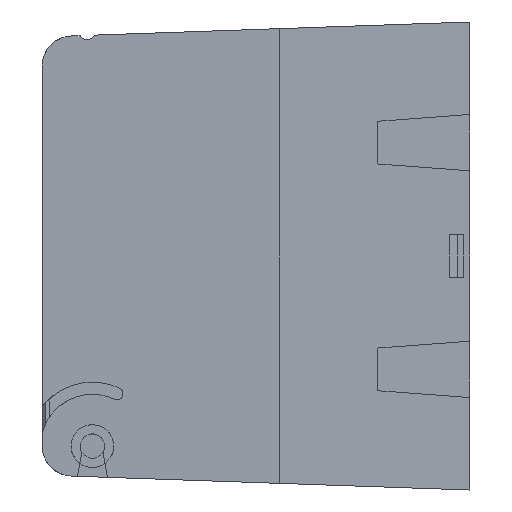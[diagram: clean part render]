
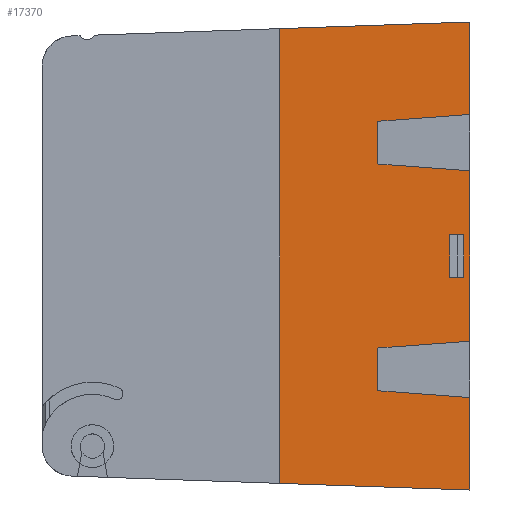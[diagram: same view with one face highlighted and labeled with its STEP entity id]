
A CAD part, left-side view. The second image highlights one B-rep face of the part: STEP entity #17370.
In plain terms, the highlighted planar face has unit normal (-1, 0, 0).
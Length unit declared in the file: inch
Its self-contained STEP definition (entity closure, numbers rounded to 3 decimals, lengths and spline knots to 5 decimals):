
#105 = LINE ( 'NONE', #2211, #15890 ) ;
#452 = ORIENTED_EDGE ( 'NONE', *, *, #8922, .F. ) ;
#806 = EDGE_CURVE ( 'NONE', #35707, #25048, #20451, .T. ) ;
#902 = EDGE_CURVE ( 'NONE', #4723, #11230, #105, .T. ) ;
#1003 = CARTESIAN_POINT ( 'NONE',  ( -0.465, 0.04, 0.14 ) ) ;
#1803 = ORIENTED_EDGE ( 'NONE', *, *, #36993, .F. ) ;
#1810 = LINE ( 'NONE', #36047, #32314 ) ;
#2211 = CARTESIAN_POINT ( 'NONE',  ( -0.465, 0.133, 0.14 ) ) ;
#2507 = CARTESIAN_POINT ( 'NONE',  ( -0.465, 0.604, -0.88523 ) ) ;
#3489 = ORIENTED_EDGE ( 'NONE', *, *, #6742, .T. ) ;
#3565 = VERTEX_POINT ( 'NONE', #27698 ) ;
#4004 = CARTESIAN_POINT ( 'NONE',  ( -0.465, 1.25, -0.5 ) ) ;
#4723 = VERTEX_POINT ( 'NONE', #31476 ) ;
#4818 = FACE_OUTER_BOUND ( 'NONE', #30227, .T. ) ;
#4935 = LINE ( 'NONE', #5166, #26618 ) ;
#5166 = CARTESIAN_POINT ( 'NONE',  ( -0.465, 0.604, -0.56 ) ) ;
#5453 = EDGE_CURVE ( 'NONE', #19508, #11906, #25527, .T. ) ;
#6041 = CARTESIAN_POINT ( 'NONE',  ( -0.465, 0.604, 0.56 ) ) ;
#6180 = CARTESIAN_POINT ( 'NONE',  ( -0.465, 0.51262, 0.59799 ) ) ;
#6184 = DIRECTION ( 'NONE',  ( 0., -0.997, 0.074 ) ) ;
#6242 = VECTOR ( 'NONE', #21215, 39.37008 ) ;
#6707 = CARTESIAN_POINT ( 'NONE',  ( -0.465, 0.04, -0.14 ) ) ;
#6716 = DIRECTION ( 'NONE',  ( 0., -0.997, 0.074 ) ) ;
#6742 = EDGE_CURVE ( 'NONE', #30103, #11906, #1810, .T. ) ;
#6957 = CARTESIAN_POINT ( 'NONE',  ( -0.465, 0.04, -0.14 ) ) ;
#7678 = VECTOR ( 'NONE', #6184, 39.37008 ) ;
#7797 = DIRECTION ( 'NONE',  ( 0., 0.999, 0.035 ) ) ;
#8096 = EDGE_CURVE ( 'NONE', #25048, #26459, #10882, .T. ) ;
#8119 = DIRECTION ( 'NONE',  ( 0., 0., 1. ) ) ;
#8244 = EDGE_CURVE ( 'NONE', #25445, #35707, #28363, .T. ) ;
#8922 = EDGE_CURVE ( 'NONE', #24087, #25445, #24884, .T. ) ;
#8993 = DIRECTION ( 'NONE',  ( 0., 0., 1. ) ) ;
#9110 = VECTOR ( 'NONE', #35829, 39.37008 ) ;
#9293 = CARTESIAN_POINT ( 'NONE',  ( -0.465, 1.1485, 1.49745 ) ) ;
#9381 = EDGE_CURVE ( 'NONE', #22116, #26459, #32620, .T. ) ;
#9609 = EDGE_CURVE ( 'NONE', #24087, #30103, #4935, .T. ) ;
#9641 = LINE ( 'NONE', #15434, #32230 ) ;
#9708 = EDGE_CURVE ( 'NONE', #12518, #18526, #15558, .T. ) ;
#9817 = DIRECTION ( 'NONE',  ( -1., 0., 0. ) ) ;
#10180 = EDGE_CURVE ( 'NONE', #3565, #4723, #13178, .T. ) ;
#10631 = CARTESIAN_POINT ( 'NONE',  ( -0.465, 1.1485, -1.49745 ) ) ;
#10882 = LINE ( 'NONE', #4004, #17811 ) ;
#11230 = VERTEX_POINT ( 'NONE', #1003 ) ;
#11906 = VERTEX_POINT ( 'NONE', #19321 ) ;
#12518 = VERTEX_POINT ( 'NONE', #27803 ) ;
#12574 = VECTOR ( 'NONE', #18947, 39.37008 ) ;
#13178 = LINE ( 'NONE', #18272, #6242 ) ;
#13572 = EDGE_CURVE ( 'NONE', #31216, #19508, #22328, .T. ) ;
#13726 = EDGE_LOOP ( 'NONE', ( #22077, #29154, #17781, #26218 ) ) ;
#13797 = CARTESIAN_POINT ( 'NONE',  ( -0.465, 0., 1.4375 ) ) ;
#13801 = EDGE_CURVE ( 'NONE', #30511, #11230, #20388, .T. ) ;
#15434 = CARTESIAN_POINT ( 'NONE',  ( -0.465, 0.133, -0.14 ) ) ;
#15466 = ORIENTED_EDGE ( 'NONE', *, *, #13572, .F. ) ;
#15558 = LINE ( 'NONE', #35278, #7678 ) ;
#15777 = DIRECTION ( 'NONE',  ( 0., 0., -1. ) ) ;
#15890 = VECTOR ( 'NONE', #31635, 39.37008 ) ;
#16125 = VECTOR ( 'NONE', #27411, 39.37008 ) ;
#16508 = CARTESIAN_POINT ( 'NONE',  ( -0.465, 0., 0.56 ) ) ;
#16776 = VECTOR ( 'NONE', #15777, 39.37008 ) ;
#17072 = VECTOR ( 'NONE', #27733, 39.37008 ) ;
#17370 = ADVANCED_FACE ( 'NONE', ( #4818, #18688 ), #33268, .T. ) ;
#17781 = ORIENTED_EDGE ( 'NONE', *, *, #10180, .T. ) ;
#17811 = VECTOR ( 'NONE', #30669, 39.37008 ) ;
#18272 = CARTESIAN_POINT ( 'NONE',  ( -0.465, 0.133, -0.14 ) ) ;
#18526 = VERTEX_POINT ( 'NONE', #28407 ) ;
#18688 = FACE_BOUND ( 'NONE', #13726, .T. ) ;
#18947 = DIRECTION ( 'NONE',  ( 0., 0., 1. ) ) ;
#19321 = CARTESIAN_POINT ( 'NONE',  ( -0.465, 0., -0.56 ) ) ;
#19508 = VERTEX_POINT ( 'NONE', #16508 ) ;
#19533 = VECTOR ( 'NONE', #7797, 39.37008 ) ;
#19687 = DIRECTION ( 'NONE',  ( 0., 0., -1. ) ) ;
#19703 = CARTESIAN_POINT ( 'NONE',  ( -0.465, 0., -1.53756 ) ) ;
#19718 = CARTESIAN_POINT ( 'NONE',  ( -0.465, 0.604, -0.60477 ) ) ;
#19883 = AXIS2_PLACEMENT_3D ( 'NONE', #27514, #9817, #30440 ) ;
#20388 = LINE ( 'NONE', #6957, #12574 ) ;
#20451 = LINE ( 'NONE', #10631, #19533 ) ;
#20512 = VECTOR ( 'NONE', #19687, 39.37008 ) ;
#21215 = DIRECTION ( 'NONE',  ( 0., 0., 1. ) ) ;
#21952 = CARTESIAN_POINT ( 'NONE',  ( -0.465, 1.25, 1.49391 ) ) ;
#22077 = ORIENTED_EDGE ( 'NONE', *, *, #13801, .F. ) ;
#22116 = VERTEX_POINT ( 'NONE', #26191 ) ;
#22241 = ORIENTED_EDGE ( 'NONE', *, *, #5453, .F. ) ;
#22328 = LINE ( 'NONE', #6180, #37935 ) ;
#24087 = VERTEX_POINT ( 'NONE', #2507 ) ;
#24447 = CARTESIAN_POINT ( 'NONE',  ( -0.465, 0.604, 0.60477 ) ) ;
#24456 = CARTESIAN_POINT ( 'NONE',  ( -0.465, 0.62245, -0.88387 ) ) ;
#24791 = CARTESIAN_POINT ( 'NONE',  ( -0.465, 0., 1.4375 ) ) ;
#24884 = LINE ( 'NONE', #24456, #16125 ) ;
#25048 = VERTEX_POINT ( 'NONE', #28838 ) ;
#25445 = VERTEX_POINT ( 'NONE', #25725 ) ;
#25527 = LINE ( 'NONE', #30429, #16776 ) ;
#25725 = CARTESIAN_POINT ( 'NONE',  ( -0.465, 0., -0.93 ) ) ;
#26191 = CARTESIAN_POINT ( 'NONE',  ( -0.465, 0., 1.53756 ) ) ;
#26218 = ORIENTED_EDGE ( 'NONE', *, *, #902, .T. ) ;
#26459 = VERTEX_POINT ( 'NONE', #21952 ) ;
#26618 = VECTOR ( 'NONE', #8119, 39.37008 ) ;
#26805 = DIRECTION ( 'NONE',  ( 0., -0.997, -0.074 ) ) ;
#26840 = EDGE_CURVE ( 'NONE', #31216, #12518, #37836, .T. ) ;
#26908 = ORIENTED_EDGE ( 'NONE', *, *, #9381, .T. ) ;
#27411 = DIRECTION ( 'NONE',  ( 0., -0.997, -0.074 ) ) ;
#27514 = CARTESIAN_POINT ( 'NONE',  ( -0.465, 0.594, -0.5 ) ) ;
#27698 = CARTESIAN_POINT ( 'NONE',  ( -0.465, 0.133, -0.14 ) ) ;
#27733 = DIRECTION ( 'NONE',  ( 0., 0., -1. ) ) ;
#27803 = CARTESIAN_POINT ( 'NONE',  ( -0.465, 0.604, 0.88523 ) ) ;
#28363 = LINE ( 'NONE', #13797, #20512 ) ;
#28407 = CARTESIAN_POINT ( 'NONE',  ( -0.465, 0., 0.93 ) ) ;
#28838 = CARTESIAN_POINT ( 'NONE',  ( -0.465, 1.25, -1.49391 ) ) ;
#29154 = ORIENTED_EDGE ( 'NONE', *, *, #32954, .F. ) ;
#29816 = ORIENTED_EDGE ( 'NONE', *, *, #9708, .T. ) ;
#30044 = VECTOR ( 'NONE', #8993, 39.37008 ) ;
#30103 = VERTEX_POINT ( 'NONE', #19718 ) ;
#30227 = EDGE_LOOP ( 'NONE', ( #3489, #22241, #15466, #31576, #29816, #1803, #26908, #35255, #36270, #30837, #452, #30651 ) ) ;
#30429 = CARTESIAN_POINT ( 'NONE',  ( -0.465, 0., 1.4375 ) ) ;
#30440 = DIRECTION ( 'NONE',  ( 0., 0., 1. ) ) ;
#30511 = VERTEX_POINT ( 'NONE', #6707 ) ;
#30651 = ORIENTED_EDGE ( 'NONE', *, *, #9609, .T. ) ;
#30669 = DIRECTION ( 'NONE',  ( 0., 0., 1. ) ) ;
#30837 = ORIENTED_EDGE ( 'NONE', *, *, #8244, .F. ) ;
#31216 = VERTEX_POINT ( 'NONE', #24447 ) ;
#31476 = CARTESIAN_POINT ( 'NONE',  ( -0.465, 0.133, 0.14 ) ) ;
#31576 = ORIENTED_EDGE ( 'NONE', *, *, #26840, .T. ) ;
#31635 = DIRECTION ( 'NONE',  ( 0., -1., 0. ) ) ;
#32230 = VECTOR ( 'NONE', #36250, 39.37008 ) ;
#32314 = VECTOR ( 'NONE', #6716, 39.37008 ) ;
#32620 = LINE ( 'NONE', #9293, #9110 ) ;
#32713 = LINE ( 'NONE', #24791, #17072 ) ;
#32954 = EDGE_CURVE ( 'NONE', #3565, #30511, #9641, .T. ) ;
#33268 = PLANE ( 'NONE',  #19883 ) ;
#35255 = ORIENTED_EDGE ( 'NONE', *, *, #8096, .F. ) ;
#35278 = CARTESIAN_POINT ( 'NONE',  ( -0.465, 0., 0.93 ) ) ;
#35707 = VERTEX_POINT ( 'NONE', #19703 ) ;
#35829 = DIRECTION ( 'NONE',  ( 0., 0.999, -0.035 ) ) ;
#36047 = CARTESIAN_POINT ( 'NONE',  ( -0.465, 0., -0.56 ) ) ;
#36250 = DIRECTION ( 'NONE',  ( 0., -1., 0. ) ) ;
#36270 = ORIENTED_EDGE ( 'NONE', *, *, #806, .F. ) ;
#36993 = EDGE_CURVE ( 'NONE', #22116, #18526, #32713, .T. ) ;
#37836 = LINE ( 'NONE', #6041, #30044 ) ;
#37935 = VECTOR ( 'NONE', #26805, 39.37008 ) ;
